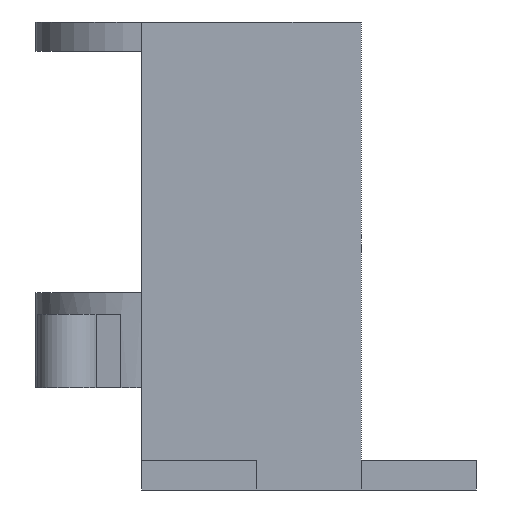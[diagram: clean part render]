
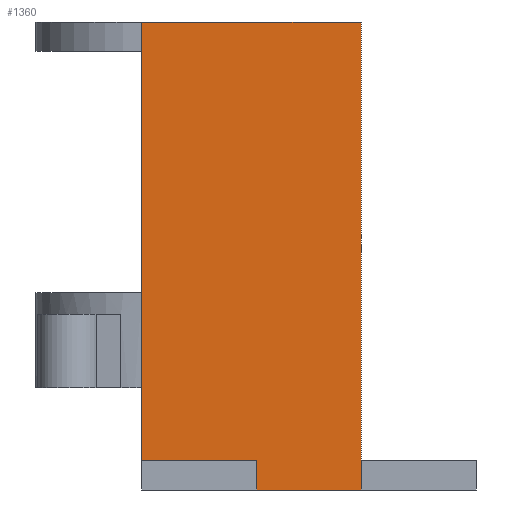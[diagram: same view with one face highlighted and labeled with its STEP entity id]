
A CAD part, left-side view. The second image highlights one B-rep face of the part: STEP entity #1360.
In plain terms, the highlighted planar face has unit normal (-1, 0, 0).
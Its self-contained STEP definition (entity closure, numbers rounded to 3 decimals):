
#231 = PLANE('',#232);
#232 = AXIS2_PLACEMENT_3D('',#233,#234,#235);
#233 = CARTESIAN_POINT('',(0.,-17.245,0.));
#234 = DIRECTION('',(-0.,-0.,-1.));
#235 = DIRECTION('',(-1.,0.,0.));
#263 = PLANE('',#264);
#264 = AXIS2_PLACEMENT_3D('',#265,#266,#267);
#265 = CARTESIAN_POINT('',(-25.342,0.,
    27.272));
#266 = DIRECTION('',(0.,1.,0.));
#267 = DIRECTION('',(1.,0.,0.));
#596 = PLANE('',#597);
#597 = AXIS2_PLACEMENT_3D('',#598,#599,#600);
#598 = CARTESIAN_POINT('',(0.,-30.,32.));
#599 = DIRECTION('',(-0.,-1.,-0.));
#600 = DIRECTION('',(0.,0.,-1.));
#693 = VERTEX_POINT('',#694);
#694 = CARTESIAN_POINT('',(-30.,-30.,0.));
#715 = EDGE_CURVE('',#716,#693,#718,.T.);
#716 = VERTEX_POINT('',#717);
#717 = CARTESIAN_POINT('',(-30.,-15.75,0.));
#718 = SURFACE_CURVE('',#719,(#723,#730),.PCURVE_S1.);
#719 = LINE('',#720,#721);
#720 = CARTESIAN_POINT('',(-30.,0.,0.));
#721 = VECTOR('',#722,1.);
#722 = DIRECTION('',(0.,-1.,0.));
#723 = PCURVE('',#231,#724);
#724 = DEFINITIONAL_REPRESENTATION('',(#725),#729);
#725 = LINE('',#726,#727);
#726 = CARTESIAN_POINT('',(30.,17.245));
#727 = VECTOR('',#728,1.);
#728 = DIRECTION('',(0.,-1.));
#729 = ( GEOMETRIC_REPRESENTATION_CONTEXT(2) 
PARAMETRIC_REPRESENTATION_CONTEXT() REPRESENTATION_CONTEXT('2D SPACE',''
  ) );
#730 = PCURVE('',#731,#736);
#731 = PLANE('',#732);
#732 = AXIS2_PLACEMENT_3D('',#733,#734,#735);
#733 = CARTESIAN_POINT('',(-30.,-15.,32.));
#734 = DIRECTION('',(-1.,-0.,-0.));
#735 = DIRECTION('',(0.,0.,-1.));
#736 = DEFINITIONAL_REPRESENTATION('',(#737),#741);
#737 = LINE('',#738,#739);
#738 = CARTESIAN_POINT('',(32.,-15.));
#739 = VECTOR('',#740,1.);
#740 = DIRECTION('',(0.,1.));
#741 = ( GEOMETRIC_REPRESENTATION_CONTEXT(2) 
PARAMETRIC_REPRESENTATION_CONTEXT() REPRESENTATION_CONTEXT('2D SPACE',''
  ) );
#759 = PLANE('',#760);
#760 = AXIS2_PLACEMENT_3D('',#761,#762,#763);
#761 = CARTESIAN_POINT('',(-30.,-15.75,0.));
#762 = DIRECTION('',(-0.,-1.,-0.));
#763 = DIRECTION('',(-1.,0.,0.));
#1024 = VERTEX_POINT('',#1025);
#1025 = CARTESIAN_POINT('',(-30.,0.,4.));
#1039 = PLANE('',#1040);
#1040 = AXIS2_PLACEMENT_3D('',#1041,#1042,#1043);
#1041 = CARTESIAN_POINT('',(0.,-17.245,4.));
#1042 = DIRECTION('',(0.,0.,1.));
#1043 = DIRECTION('',(1.,0.,0.));
#1051 = EDGE_CURVE('',#1024,#1052,#1054,.T.);
#1052 = VERTEX_POINT('',#1053);
#1053 = CARTESIAN_POINT('',(-30.,0.,64.));
#1054 = SURFACE_CURVE('',#1055,(#1059,#1066),.PCURVE_S1.);
#1055 = LINE('',#1056,#1057);
#1056 = CARTESIAN_POINT('',(-30.,0.,0.));
#1057 = VECTOR('',#1058,1.);
#1058 = DIRECTION('',(0.,0.,1.));
#1059 = PCURVE('',#263,#1060);
#1060 = DEFINITIONAL_REPRESENTATION('',(#1061),#1065);
#1061 = LINE('',#1062,#1063);
#1062 = CARTESIAN_POINT('',(-4.658,27.272));
#1063 = VECTOR('',#1064,1.);
#1064 = DIRECTION('',(0.,-1.));
#1065 = ( GEOMETRIC_REPRESENTATION_CONTEXT(2) 
PARAMETRIC_REPRESENTATION_CONTEXT() REPRESENTATION_CONTEXT('2D SPACE',''
  ) );
#1066 = PCURVE('',#731,#1067);
#1067 = DEFINITIONAL_REPRESENTATION('',(#1068),#1072);
#1068 = LINE('',#1069,#1070);
#1069 = CARTESIAN_POINT('',(32.,-15.));
#1070 = VECTOR('',#1071,1.);
#1071 = DIRECTION('',(-1.,0.));
#1072 = ( GEOMETRIC_REPRESENTATION_CONTEXT(2) 
PARAMETRIC_REPRESENTATION_CONTEXT() REPRESENTATION_CONTEXT('2D SPACE',''
  ) );
#1090 = PLANE('',#1091);
#1091 = AXIS2_PLACEMENT_3D('',#1092,#1093,#1094);
#1092 = CARTESIAN_POINT('',(0.,-10.233,64.));
#1093 = DIRECTION('',(0.,0.,1.));
#1094 = DIRECTION('',(1.,0.,0.));
#1315 = EDGE_CURVE('',#716,#1316,#1318,.T.);
#1316 = VERTEX_POINT('',#1317);
#1317 = CARTESIAN_POINT('',(-30.,-15.75,4.));
#1318 = SURFACE_CURVE('',#1319,(#1323,#1330),.PCURVE_S1.);
#1319 = LINE('',#1320,#1321);
#1320 = CARTESIAN_POINT('',(-30.,-15.75,0.));
#1321 = VECTOR('',#1322,1.);
#1322 = DIRECTION('',(0.,0.,1.));
#1323 = PCURVE('',#759,#1324);
#1324 = DEFINITIONAL_REPRESENTATION('',(#1325),#1329);
#1325 = LINE('',#1326,#1327);
#1326 = CARTESIAN_POINT('',(0.,0.));
#1327 = VECTOR('',#1328,1.);
#1328 = DIRECTION('',(0.,-1.));
#1329 = ( GEOMETRIC_REPRESENTATION_CONTEXT(2) 
PARAMETRIC_REPRESENTATION_CONTEXT() REPRESENTATION_CONTEXT('2D SPACE',''
  ) );
#1330 = PCURVE('',#731,#1331);
#1331 = DEFINITIONAL_REPRESENTATION('',(#1332),#1336);
#1332 = LINE('',#1333,#1334);
#1333 = CARTESIAN_POINT('',(32.,0.75));
#1334 = VECTOR('',#1335,1.);
#1335 = DIRECTION('',(-1.,0.));
#1336 = ( GEOMETRIC_REPRESENTATION_CONTEXT(2) 
PARAMETRIC_REPRESENTATION_CONTEXT() REPRESENTATION_CONTEXT('2D SPACE',''
  ) );
#1360 = ADVANCED_FACE('',(#1361),#731,.T.);
#1361 = FACE_BOUND('',#1362,.T.);
#1362 = EDGE_LOOP('',(#1363,#1364,#1385,#1386,#1387,#1410));
#1363 = ORIENTED_EDGE('',*,*,#1051,.F.);
#1364 = ORIENTED_EDGE('',*,*,#1365,.T.);
#1365 = EDGE_CURVE('',#1024,#1316,#1366,.T.);
#1366 = SURFACE_CURVE('',#1367,(#1371,#1378),.PCURVE_S1.);
#1367 = LINE('',#1368,#1369);
#1368 = CARTESIAN_POINT('',(-30.,0.,4.));
#1369 = VECTOR('',#1370,1.);
#1370 = DIRECTION('',(0.,-1.,0.));
#1371 = PCURVE('',#731,#1372);
#1372 = DEFINITIONAL_REPRESENTATION('',(#1373),#1377);
#1373 = LINE('',#1374,#1375);
#1374 = CARTESIAN_POINT('',(28.,-15.));
#1375 = VECTOR('',#1376,1.);
#1376 = DIRECTION('',(0.,1.));
#1377 = ( GEOMETRIC_REPRESENTATION_CONTEXT(2) 
PARAMETRIC_REPRESENTATION_CONTEXT() REPRESENTATION_CONTEXT('2D SPACE',''
  ) );
#1378 = PCURVE('',#1039,#1379);
#1379 = DEFINITIONAL_REPRESENTATION('',(#1380),#1384);
#1380 = LINE('',#1381,#1382);
#1381 = CARTESIAN_POINT('',(-30.,17.245));
#1382 = VECTOR('',#1383,1.);
#1383 = DIRECTION('',(0.,-1.));
#1384 = ( GEOMETRIC_REPRESENTATION_CONTEXT(2) 
PARAMETRIC_REPRESENTATION_CONTEXT() REPRESENTATION_CONTEXT('2D SPACE',''
  ) );
#1385 = ORIENTED_EDGE('',*,*,#1315,.F.);
#1386 = ORIENTED_EDGE('',*,*,#715,.T.);
#1387 = ORIENTED_EDGE('',*,*,#1388,.T.);
#1388 = EDGE_CURVE('',#693,#1389,#1391,.T.);
#1389 = VERTEX_POINT('',#1390);
#1390 = CARTESIAN_POINT('',(-30.,-30.,64.));
#1391 = SURFACE_CURVE('',#1392,(#1396,#1403),.PCURVE_S1.);
#1392 = LINE('',#1393,#1394);
#1393 = CARTESIAN_POINT('',(-30.,-30.,0.));
#1394 = VECTOR('',#1395,1.);
#1395 = DIRECTION('',(0.,0.,1.));
#1396 = PCURVE('',#731,#1397);
#1397 = DEFINITIONAL_REPRESENTATION('',(#1398),#1402);
#1398 = LINE('',#1399,#1400);
#1399 = CARTESIAN_POINT('',(32.,15.));
#1400 = VECTOR('',#1401,1.);
#1401 = DIRECTION('',(-1.,0.));
#1402 = ( GEOMETRIC_REPRESENTATION_CONTEXT(2) 
PARAMETRIC_REPRESENTATION_CONTEXT() REPRESENTATION_CONTEXT('2D SPACE',''
  ) );
#1403 = PCURVE('',#596,#1404);
#1404 = DEFINITIONAL_REPRESENTATION('',(#1405),#1409);
#1405 = LINE('',#1406,#1407);
#1406 = CARTESIAN_POINT('',(32.,-30.));
#1407 = VECTOR('',#1408,1.);
#1408 = DIRECTION('',(-1.,0.));
#1409 = ( GEOMETRIC_REPRESENTATION_CONTEXT(2) 
PARAMETRIC_REPRESENTATION_CONTEXT() REPRESENTATION_CONTEXT('2D SPACE',''
  ) );
#1410 = ORIENTED_EDGE('',*,*,#1411,.F.);
#1411 = EDGE_CURVE('',#1052,#1389,#1412,.T.);
#1412 = SURFACE_CURVE('',#1413,(#1417,#1424),.PCURVE_S1.);
#1413 = LINE('',#1414,#1415);
#1414 = CARTESIAN_POINT('',(-30.,0.,64.));
#1415 = VECTOR('',#1416,1.);
#1416 = DIRECTION('',(0.,-1.,0.));
#1417 = PCURVE('',#731,#1418);
#1418 = DEFINITIONAL_REPRESENTATION('',(#1419),#1423);
#1419 = LINE('',#1420,#1421);
#1420 = CARTESIAN_POINT('',(-32.,-15.));
#1421 = VECTOR('',#1422,1.);
#1422 = DIRECTION('',(0.,1.));
#1423 = ( GEOMETRIC_REPRESENTATION_CONTEXT(2) 
PARAMETRIC_REPRESENTATION_CONTEXT() REPRESENTATION_CONTEXT('2D SPACE',''
  ) );
#1424 = PCURVE('',#1090,#1425);
#1425 = DEFINITIONAL_REPRESENTATION('',(#1426),#1430);
#1426 = LINE('',#1427,#1428);
#1427 = CARTESIAN_POINT('',(-30.,10.233));
#1428 = VECTOR('',#1429,1.);
#1429 = DIRECTION('',(0.,-1.));
#1430 = ( GEOMETRIC_REPRESENTATION_CONTEXT(2) 
PARAMETRIC_REPRESENTATION_CONTEXT() REPRESENTATION_CONTEXT('2D SPACE',''
  ) );
